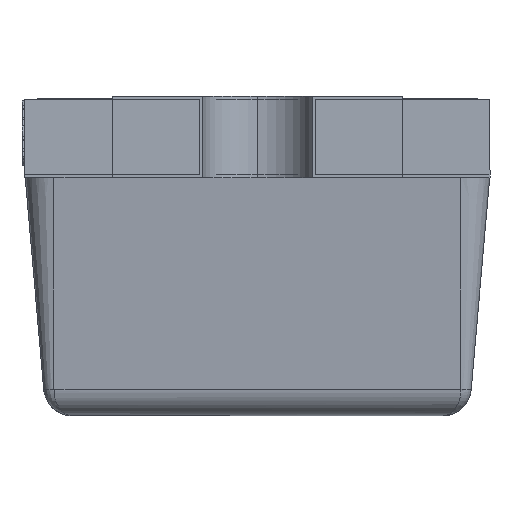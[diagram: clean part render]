
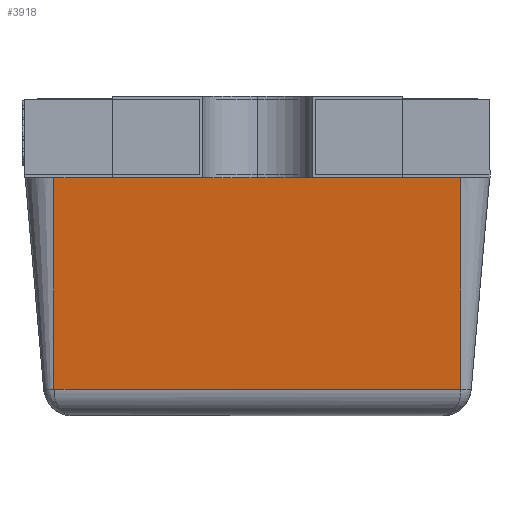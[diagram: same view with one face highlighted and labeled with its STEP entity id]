
A CAD part, left-side view. The second image highlights one B-rep face of the part: STEP entity #3918.
In plain terms, the highlighted planar face has unit normal (-0.996, 0, -0.087).
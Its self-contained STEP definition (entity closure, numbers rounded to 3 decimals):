
#604 = DIRECTION ( 'NONE',  ( -0.087, 0., 0.996 ) ) ;
#735 = DIRECTION ( 'NONE',  ( 0., -1., 0. ) ) ;
#2007 = DIRECTION ( 'NONE',  ( -0.087, 0., 0.996 ) ) ;
#2214 = EDGE_CURVE ( 'NONE', #8114, #6838, #6206, .T. ) ;
#3268 = LINE ( 'NONE', #11116, #4197 ) ;
#3537 = EDGE_CURVE ( 'NONE', #8114, #11725, #3268, .T. ) ;
#3619 = VECTOR ( 'NONE', #8341, 1000. ) ;
#3694 = CARTESIAN_POINT ( 'NONE',  ( -0.745, -0.7, -0.26 ) ) ;
#3837 = ORIENTED_EDGE ( 'NONE', *, *, #3537, .T. ) ;
#3918 = ADVANCED_FACE ( 'NONE', ( #6409 ), #12411, .T. ) ;
#3964 = VECTOR ( 'NONE', #11064, 1000. ) ;
#4014 = CARTESIAN_POINT ( 'NONE',  ( -0.745, 0.7, -0.26 ) ) ;
#4197 = VECTOR ( 'NONE', #735, 1000. ) ;
#4403 = EDGE_CURVE ( 'NONE', #7282, #6838, #14898, .T. ) ;
#6075 = EDGE_LOOP ( 'NONE', ( #10664, #3837, #11981, #7298 ) ) ;
#6206 = LINE ( 'NONE', #8483, #9652 ) ;
#6409 = FACE_OUTER_BOUND ( 'NONE', #6075, .T. ) ;
#6838 = VERTEX_POINT ( 'NONE', #10315 ) ;
#7282 = VERTEX_POINT ( 'NONE', #11276 ) ;
#7298 = ORIENTED_EDGE ( 'NONE', *, *, #4403, .T. ) ;
#8114 = VERTEX_POINT ( 'NONE', #10399 ) ;
#8341 = DIRECTION ( 'NONE',  ( -0.087, 0., 0.996 ) ) ;
#8483 = CARTESIAN_POINT ( 'NONE',  ( -0.745, 0.7, -0.26 ) ) ;
#9652 = VECTOR ( 'NONE', #604, 1000. ) ;
#10315 = CARTESIAN_POINT ( 'NONE',  ( -0.745, 0.7, -0.26 ) ) ;
#10399 = CARTESIAN_POINT ( 'NONE',  ( -0.68, 0.7, -0.999 ) ) ;
#10539 = LINE ( 'NONE', #3694, #3619 ) ;
#10664 = ORIENTED_EDGE ( 'NONE', *, *, #2214, .F. ) ;
#10990 = EDGE_CURVE ( 'NONE', #11725, #7282, #10539, .T. ) ;
#11064 = DIRECTION ( 'NONE',  ( 0., 1., 0. ) ) ;
#11116 = CARTESIAN_POINT ( 'NONE',  ( -0.68, -0.7, -0.999 ) ) ;
#11276 = CARTESIAN_POINT ( 'NONE',  ( -0.745, -0.7, -0.26 ) ) ;
#11725 = VERTEX_POINT ( 'NONE', #14333 ) ;
#11981 = ORIENTED_EDGE ( 'NONE', *, *, #10990, .T. ) ;
#12196 = AXIS2_PLACEMENT_3D ( 'NONE', #13462, #14723, #2007 ) ;
#12411 = PLANE ( 'NONE',  #12196 ) ;
#13462 = CARTESIAN_POINT ( 'NONE',  ( -0.745, 0.7, -0.26 ) ) ;
#14333 = CARTESIAN_POINT ( 'NONE',  ( -0.68, -0.7, -0.999 ) ) ;
#14723 = DIRECTION ( 'NONE',  ( -0.996, 0., -0.087 ) ) ;
#14898 = LINE ( 'NONE', #4014, #3964 ) ;
